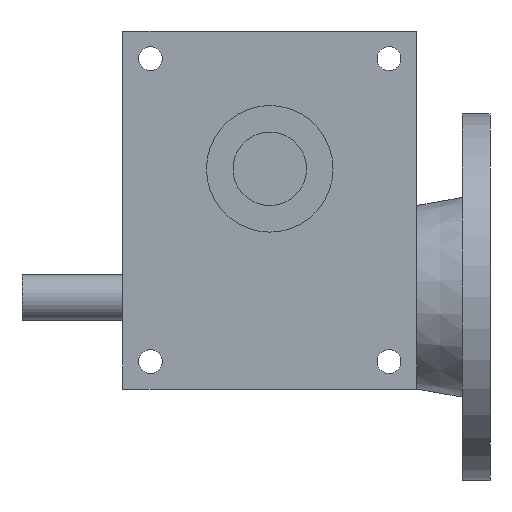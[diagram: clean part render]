
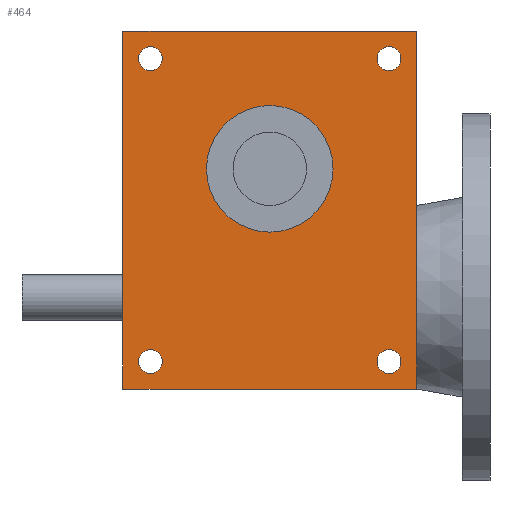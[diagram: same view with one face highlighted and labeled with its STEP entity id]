
A CAD part, front view. The second image highlights one B-rep face of the part: STEP entity #464.
In plain terms, the highlighted planar face has unit normal (0, -1, 0).
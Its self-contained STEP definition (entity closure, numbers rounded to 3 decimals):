
#464 = ADVANCED_FACE( '', ( #971, #972, #973, #974, #975, #976 ), #977, .F. );
#971 = FACE_BOUND( '', #1554, .T. );
#972 = FACE_BOUND( '', #1555, .T. );
#973 = FACE_BOUND( '', #1556, .T. );
#974 = FACE_BOUND( '', #1557, .T. );
#975 = FACE_BOUND( '', #1558, .T. );
#976 = FACE_OUTER_BOUND( '', #1559, .T. );
#977 = PLANE( '', #1560 );
#1554 = EDGE_LOOP( '', ( #2575 ) );
#1555 = EDGE_LOOP( '', ( #2576 ) );
#1556 = EDGE_LOOP( '', ( #2577 ) );
#1557 = EDGE_LOOP( '', ( #2578 ) );
#1558 = EDGE_LOOP( '', ( #2579 ) );
#1559 = EDGE_LOOP( '', ( #2580, #2581, #2582, #2583 ) );
#1560 = AXIS2_PLACEMENT_3D( '', #2584, #2585, #2586 );
#2575 = ORIENTED_EDGE( '', *, *, #3526, .T. );
#2576 = ORIENTED_EDGE( '', *, *, #3527, .T. );
#2577 = ORIENTED_EDGE( '', *, *, #3324, .T. );
#2578 = ORIENTED_EDGE( '', *, *, #3332, .T. );
#2579 = ORIENTED_EDGE( '', *, *, #3528, .T. );
#2580 = ORIENTED_EDGE( '', *, *, #3529, .T. );
#2581 = ORIENTED_EDGE( '', *, *, #3530, .F. );
#2582 = ORIENTED_EDGE( '', *, *, #3482, .F. );
#2583 = ORIENTED_EDGE( '', *, *, #3221, .T. );
#2584 = CARTESIAN_POINT( '', ( -80., -60., 97.5 ) );
#2585 = DIRECTION( '', ( 0., 1., 0. ) );
#2586 = DIRECTION( '', ( 0., 0., 1. ) );
#3221 = EDGE_CURVE( '', #3799, #3797, #3800, .T. );
#3324 = EDGE_CURVE( '', #3967, #3967, #3968, .T. );
#3332 = EDGE_CURVE( '', #3981, #3981, #3982, .T. );
#3482 = EDGE_CURVE( '', #3799, #4204, #4205, .T. );
#3526 = EDGE_CURVE( '', #4262, #4262, #4263, .T. );
#3527 = EDGE_CURVE( '', #4264, #4264, #4265, .T. );
#3528 = EDGE_CURVE( '', #4266, #4266, #4267, .T. );
#3529 = EDGE_CURVE( '', #3797, #4268, #4269, .T. );
#3530 = EDGE_CURVE( '', #4204, #4268, #4270, .T. );
#3797 = VERTEX_POINT( '', #4631 );
#3799 = VERTEX_POINT( '', #4634 );
#3800 = LINE( '', #4635, #4636 );
#3967 = VERTEX_POINT( '', #4859 );
#3968 = CIRCLE( '', #4860, 6.5 );
#3981 = VERTEX_POINT( '', #4877 );
#3982 = CIRCLE( '', #4878, 6.5 );
#4204 = VERTEX_POINT( '', #5203 );
#4205 = LINE( '', #5204, #5205 );
#4262 = VERTEX_POINT( '', #5278 );
#4263 = CIRCLE( '', #5279, 6.5 );
#4264 = VERTEX_POINT( '', #5280 );
#4265 = CIRCLE( '', #5281, 6.5 );
#4266 = VERTEX_POINT( '', #5282 );
#4267 = CIRCLE( '', #5283, 34.5 );
#4268 = VERTEX_POINT( '', #5284 );
#4269 = LINE( '', #5285, #5286 );
#4270 = LINE( '', #5287, #5288 );
#4631 = CARTESIAN_POINT( '', ( -80., -60., -97.5 ) );
#4634 = CARTESIAN_POINT( '', ( -80., -60., 97.5 ) );
#4635 = CARTESIAN_POINT( '', ( -80., -60., 97.5 ) );
#4636 = VECTOR( '', #5586, 1000. );
#4859 = CARTESIAN_POINT( '', ( -58.5, -60., -82.5 ) );
#4860 = AXIS2_PLACEMENT_3D( '', #5715, #5716, #5717 );
#4877 = CARTESIAN_POINT( '', ( 71.5, -60., -82.5 ) );
#4878 = AXIS2_PLACEMENT_3D( '', #5725, #5726, #5727 );
#5203 = CARTESIAN_POINT( '', ( 80., -60., 97.5 ) );
#5204 = CARTESIAN_POINT( '', ( -80., -60., 97.5 ) );
#5205 = VECTOR( '', #5900, 1000. );
#5278 = CARTESIAN_POINT( '', ( 71.5, -60., 82.5 ) );
#5279 = AXIS2_PLACEMENT_3D( '', #5944, #5945, #5946 );
#5280 = CARTESIAN_POINT( '', ( -58.5, -60., 82.5 ) );
#5281 = AXIS2_PLACEMENT_3D( '', #5947, #5948, #5949 );
#5282 = CARTESIAN_POINT( '', ( 34.5, -60., 22.5 ) );
#5283 = AXIS2_PLACEMENT_3D( '', #5950, #5951, #5952 );
#5284 = CARTESIAN_POINT( '', ( 80., -60., -97.5 ) );
#5285 = CARTESIAN_POINT( '', ( -80., -60., -97.5 ) );
#5286 = VECTOR( '', #5953, 1000. );
#5287 = CARTESIAN_POINT( '', ( 80., -60., 97.5 ) );
#5288 = VECTOR( '', #5954, 1000. );
#5586 = DIRECTION( '', ( 0., 0., -1. ) );
#5715 = CARTESIAN_POINT( '', ( -65., -60., -82.5 ) );
#5716 = DIRECTION( '', ( 0., 1., 0. ) );
#5717 = DIRECTION( '', ( 1., 0., 0. ) );
#5725 = CARTESIAN_POINT( '', ( 65., -60., -82.5 ) );
#5726 = DIRECTION( '', ( 0., 1., 0. ) );
#5727 = DIRECTION( '', ( 1., 0., 0. ) );
#5900 = DIRECTION( '', ( 1., 0., 0. ) );
#5944 = CARTESIAN_POINT( '', ( 65., -60., 82.5 ) );
#5945 = DIRECTION( '', ( 0., 1., 0. ) );
#5946 = DIRECTION( '', ( 1., 0., 0. ) );
#5947 = CARTESIAN_POINT( '', ( -65., -60., 82.5 ) );
#5948 = DIRECTION( '', ( 0., 1., 0. ) );
#5949 = DIRECTION( '', ( 1., 0., 0. ) );
#5950 = CARTESIAN_POINT( '', ( 0., -60., 22.5 ) );
#5951 = DIRECTION( '', ( 0., 1., 0. ) );
#5952 = DIRECTION( '', ( 1., 0., 0. ) );
#5953 = DIRECTION( '', ( 1., 0., 0. ) );
#5954 = DIRECTION( '', ( 0., 0., -1. ) );
